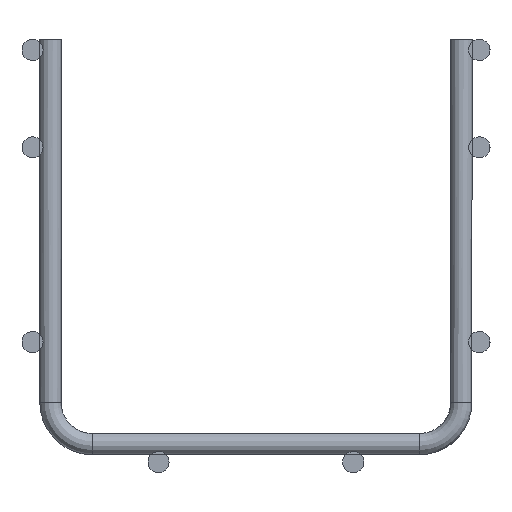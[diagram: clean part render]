
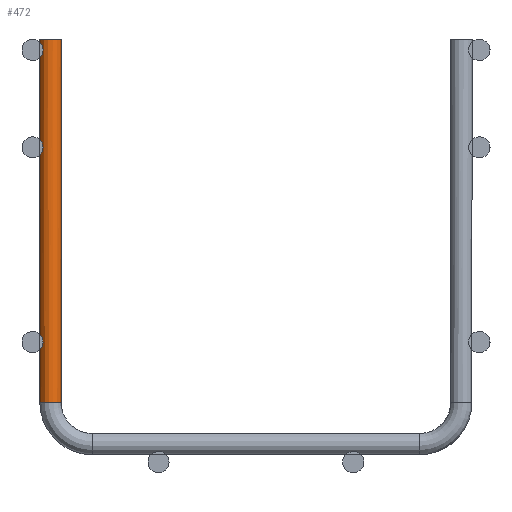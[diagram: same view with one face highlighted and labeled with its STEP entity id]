
A CAD part, left-side view. The second image highlights one B-rep face of the part: STEP entity #472.
In plain terms, the highlighted cylindrical face has radius 2.75 mm (diameter 5.5 mm), a full revolution.
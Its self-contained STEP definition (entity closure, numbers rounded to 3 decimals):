
#206=FACE_OUTER_BOUND('',#237,.T.);
#237=EDGE_LOOP('',(#407,#408,#409,#410,#411));
#252=LINE('',#852,#263);
#263=VECTOR('',#680,2.75);
#282=CIRCLE('',#532,2.75);
#283=CIRCLE('',#533,2.75);
#284=CIRCLE('',#534,2.75);
#310=VERTEX_POINT('',#849);
#311=VERTEX_POINT('',#851);
#312=VERTEX_POINT('',#853);
#344=EDGE_CURVE('',#310,#310,#282,.T.);
#345=EDGE_CURVE('',#310,#311,#252,.T.);
#346=EDGE_CURVE('',#311,#312,#283,.T.);
#347=EDGE_CURVE('',#312,#311,#284,.T.);
#407=ORIENTED_EDGE('',*,*,#344,.F.);
#408=ORIENTED_EDGE('',*,*,#345,.T.);
#409=ORIENTED_EDGE('',*,*,#346,.T.);
#410=ORIENTED_EDGE('',*,*,#347,.T.);
#411=ORIENTED_EDGE('',*,*,#345,.F.);
#445=CYLINDRICAL_SURFACE('',#531,2.75);
#472=ADVANCED_FACE('',(#206),#445,.T.);
#531=AXIS2_PLACEMENT_3D('',#848,#676,#677);
#532=AXIS2_PLACEMENT_3D('',#850,#678,#679);
#533=AXIS2_PLACEMENT_3D('',#854,#681,#682);
#534=AXIS2_PLACEMENT_3D('',#855,#683,#684);
#676=DIRECTION('center_axis',(0.,0.,1.));
#677=DIRECTION('ref_axis',(-1.,0.,0.));
#678=DIRECTION('center_axis',(0.,0.,1.));
#679=DIRECTION('ref_axis',(-1.,0.,0.));
#680=DIRECTION('',(0.,0.,-1.));
#681=DIRECTION('center_axis',(0.,0.,1.));
#682=DIRECTION('ref_axis',(-1.,0.,0.));
#683=DIRECTION('center_axis',(0.,0.,1.));
#684=DIRECTION('ref_axis',(-1.,0.,0.));
#848=CARTESIAN_POINT('Origin',(0.,52.75,-39.85));
#849=CARTESIAN_POINT('',(2.75,52.75,53.35));
#850=CARTESIAN_POINT('Origin',(0.,52.75,53.35));
#851=CARTESIAN_POINT('',(2.75,52.75,-39.85));
#852=CARTESIAN_POINT('',(2.75,52.75,-39.85));
#853=CARTESIAN_POINT('',(0.,50.,-39.85));
#854=CARTESIAN_POINT('Origin',(0.,52.75,-39.85));
#855=CARTESIAN_POINT('Origin',(0.,52.75,-39.85));
